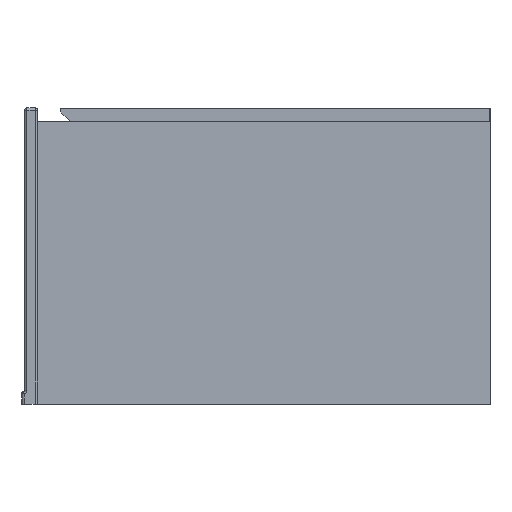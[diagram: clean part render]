
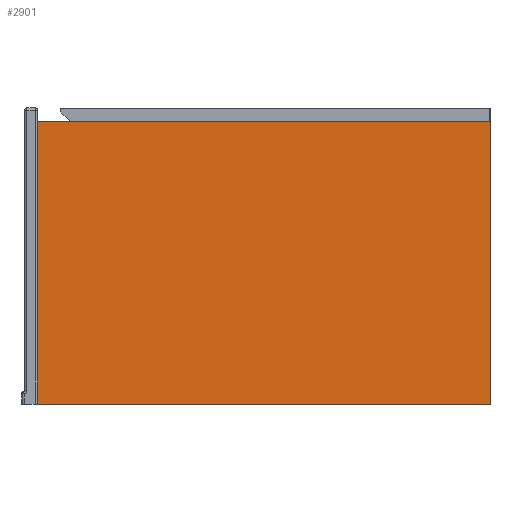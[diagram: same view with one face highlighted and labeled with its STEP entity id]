
A CAD part, left-side view. The second image highlights one B-rep face of the part: STEP entity #2901.
In plain terms, the highlighted planar face has unit normal (-1, 0, 0).
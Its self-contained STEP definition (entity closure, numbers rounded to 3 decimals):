
#98 = CARTESIAN_POINT ( 'NONE',  ( -444., -275., 343. ) ) ;
#183 = LINE ( 'NONE', #2408, #410 ) ;
#410 = VECTOR ( 'NONE', #1289, 1000. ) ;
#478 = VERTEX_POINT ( 'NONE', #4472 ) ;
#519 = CARTESIAN_POINT ( 'NONE',  ( -444., 275., 343. ) ) ;
#541 = LINE ( 'NONE', #1466, #820 ) ;
#666 = PLANE ( 'NONE',  #2608 ) ;
#687 = DIRECTION ( 'NONE',  ( 0., -1., 0. ) ) ;
#721 = VECTOR ( 'NONE', #4637, 1000. ) ;
#820 = VECTOR ( 'NONE', #3702, 1000. ) ;
#867 = ORIENTED_EDGE ( 'NONE', *, *, #3390, .T. ) ;
#1046 = DIRECTION ( 'NONE',  ( -1., 0., 0. ) ) ;
#1289 = DIRECTION ( 'NONE',  ( 0., 1., 0. ) ) ;
#1456 = FACE_OUTER_BOUND ( 'NONE', #2715, .T. ) ;
#1466 = CARTESIAN_POINT ( 'NONE',  ( -444., 275., 343. ) ) ;
#1767 = DIRECTION ( 'NONE',  ( 0., 0., -1. ) ) ;
#1783 = ORIENTED_EDGE ( 'NONE', *, *, #4075, .T. ) ;
#1793 = CARTESIAN_POINT ( 'NONE',  ( -444., 275., 343. ) ) ;
#2063 = VECTOR ( 'NONE', #1767, 1000. ) ;
#2165 = VERTEX_POINT ( 'NONE', #98 ) ;
#2233 = EDGE_CURVE ( 'NONE', #3311, #478, #183, .T. ) ;
#2408 = CARTESIAN_POINT ( 'NONE',  ( -444., 275., 0. ) ) ;
#2515 = ORIENTED_EDGE ( 'NONE', *, *, #3751, .F. ) ;
#2608 = AXIS2_PLACEMENT_3D ( 'NONE', #1793, #1046, #687 ) ;
#2638 = CARTESIAN_POINT ( 'NONE',  ( -444., 275., 343. ) ) ;
#2715 = EDGE_LOOP ( 'NONE', ( #4190, #2515, #1783, #867 ) ) ;
#2901 = ADVANCED_FACE ( 'NONE', ( #1456 ), #666, .T. ) ;
#3277 = CARTESIAN_POINT ( 'NONE',  ( -444., -275., 343. ) ) ;
#3311 = VERTEX_POINT ( 'NONE', #4028 ) ;
#3390 = EDGE_CURVE ( 'NONE', #4388, #478, #541, .T. ) ;
#3507 = LINE ( 'NONE', #3277, #2063 ) ;
#3702 = DIRECTION ( 'NONE',  ( 0., 0., -1. ) ) ;
#3751 = EDGE_CURVE ( 'NONE', #2165, #3311, #3507, .T. ) ;
#3793 = LINE ( 'NONE', #519, #721 ) ;
#4028 = CARTESIAN_POINT ( 'NONE',  ( -444., -275., 0. ) ) ;
#4075 = EDGE_CURVE ( 'NONE', #2165, #4388, #3793, .T. ) ;
#4190 = ORIENTED_EDGE ( 'NONE', *, *, #2233, .F. ) ;
#4388 = VERTEX_POINT ( 'NONE', #2638 ) ;
#4472 = CARTESIAN_POINT ( 'NONE',  ( -444., 275., 0. ) ) ;
#4637 = DIRECTION ( 'NONE',  ( 0., 1., 0. ) ) ;
